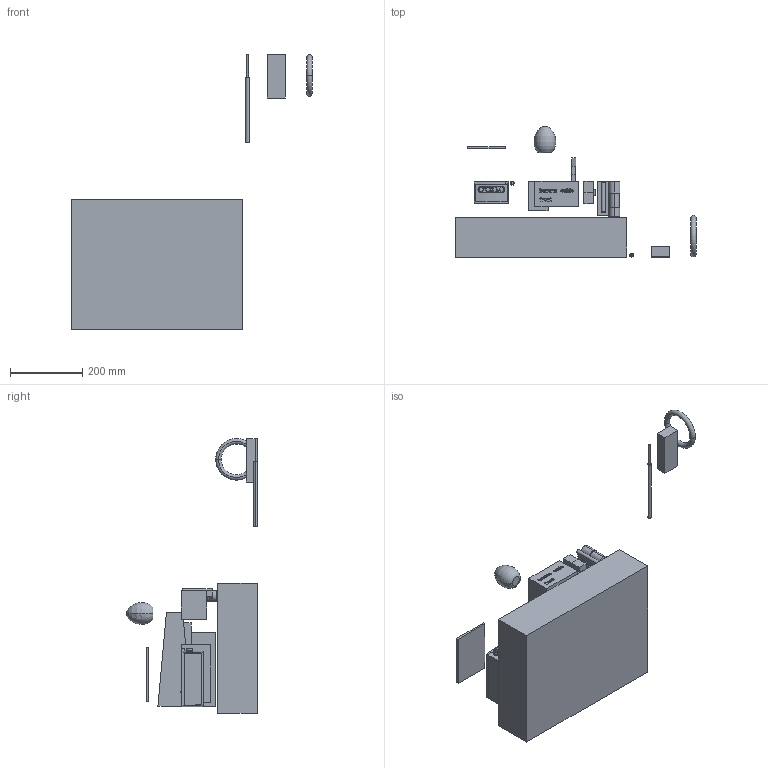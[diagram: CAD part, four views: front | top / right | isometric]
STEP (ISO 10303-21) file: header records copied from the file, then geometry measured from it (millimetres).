
FILE_DESCRIPTION((''),'2;1');
FILE_NAME('00_ESCRUTI_BOX_V1_ASM','2026-02-14T15:53:01',('Samuel'),(''),'CREO PARAMETRIC BY PTC INC, 2023073','CREO PARAMETRIC BY PTC INC, 2023073','');
FILE_SCHEMA(('CONFIG_CONTROL_DESIGN'));
Length unit declared in the file: millimetre
Products named in the file (23): 01A_WUERTH_BOX; 01B_SCHAUM; 02_METRAHIT; 03_MASSBAND; 03_ZOLLSTOCK; 03_MESSCHIEBER_KLEIN; 03_MESSSCHIEBER_GROSS; 04_60V_KOERPER_40; 04_60V_KOERPER_3472; 04_60V_BODY_0; 04_60V_ASSEMBLY_ASM; 04_LADEGERAET_60V_V1; 04_LADEGERAET_60V_V1_KABEL; TASCHENLAMPE; SEKUNDENKLEBER; FEUERZEUG; 05_NOTIZBLOCK; 05_STIFT; IMD_TESTER; PROBE; BANANENKABEL; EIERUHR; 00_ESCRUTI_BOX_V1_ASM
Assembly tree (23 placements, depth 3):
  00_ESCRUTI_BOX_V1_ASM
    01A_WUERTH_BOX
    01B_SCHAUM
    02_METRAHIT
    03_MASSBAND
    03_ZOLLSTOCK
    03_MESSCHIEBER_KLEIN
    03_MESSSCHIEBER_GROSS
    04_60V_ASSEMBLY_ASM
      04_60V_KOERPER_40
      04_60V_KOERPER_3472
      04_60V_BODY_0
    04_LADEGERAET_60V_V1
    04_LADEGERAET_60V_V1_KABEL
    TASCHENLAMPE
    SEKUNDENKLEBER
    FEUERZEUG
    05_NOTIZBLOCK
    05_STIFT  x2
    IMD_TESTER
    PROBE
    BANANENKABEL
    EIERUHR
Bounding box: 664.32 x 361.33 x 759.86 mm (x, y, z)
Volume: 18470137.4 mm3; surface area: 1908783.3 mm2
Topology: 22 solids, 22 shells, 1577 faces, 4320 edges, 2883 vertices
Faces by surface type: plane 1386, cylinder 155, cone 26, bspline 4, torus 4, revolution 2
Entity records: 50442 total; most frequent: CARTESIAN_POINT 9984, ORIENTED_EDGE 8574, DIRECTION 7702, EDGE_CURVE 4287, VECTOR 3870, LINE 3870, VERTEX_POINT 2863, AXIS2_PLACEMENT_3D 1915
